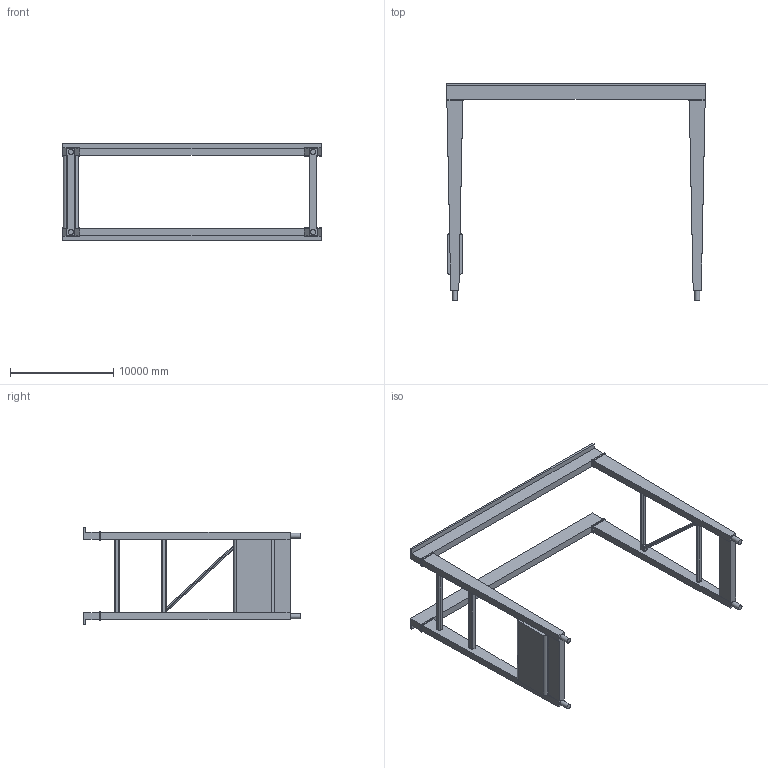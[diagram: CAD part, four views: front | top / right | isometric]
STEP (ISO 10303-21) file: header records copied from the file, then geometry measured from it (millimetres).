
FILE_DESCRIPTION(/* description */ (''),/* implementation_level */ '2;1');
FILE_NAME(/* name */ 'Portico.stp',/* time_stamp */ '2024-05-06T11:22:35+02:00',/* author */ ('david'),/* organization */ (''),/* preprocessor_version */ 'ST-DEVELOPER v20',/* originating_system */ 'Autodesk Inventor 2025',/* authorisation */ '');
FILE_SCHEMA (('AUTOMOTIVE_DESIGN { 1 0 10303 214 3 1 1 }'));
Length unit declared in the file: millimetre
Products named in the file (1): Portico
Bounding box: 25201.44 x 21005.4 x 9500 mm (x, y, z)
Volume: 183416122760 mm3; surface area: 738082197.2 mm2
Topology: 1 solids, 1 shells, 191 faces, 491 edges, 302 vertices
Faces by surface type: plane 129, cylinder 40, torus 22
Full cylindrical faces by diameter (mm): 500 x4
Entity records: 5944 total; most frequent: CARTESIAN_POINT 1209, ORIENTED_EDGE 982, DIRECTION 967, EDGE_CURVE 491, LINE 367, VECTOR 367, VERTEX_POINT 302, AXIS2_PLACEMENT_3D 300
